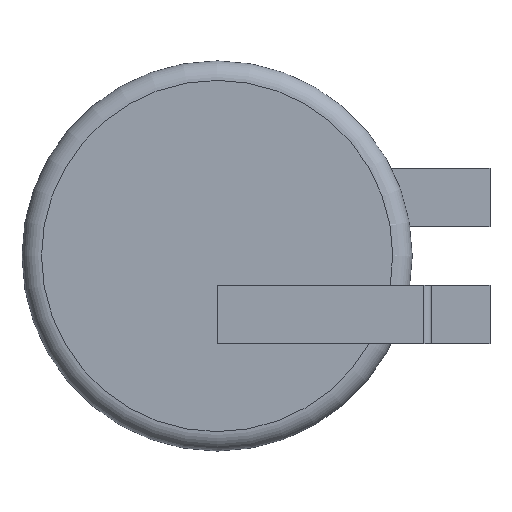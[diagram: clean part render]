
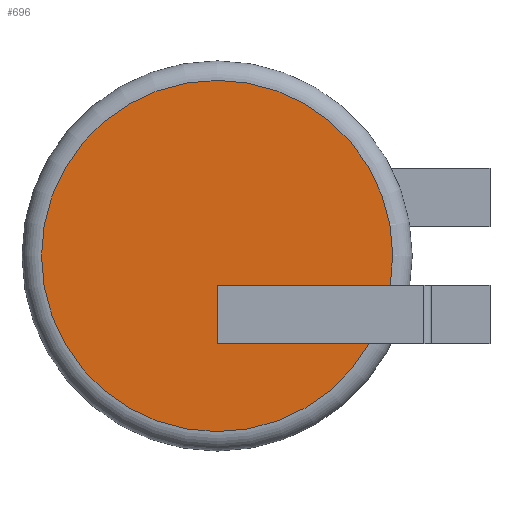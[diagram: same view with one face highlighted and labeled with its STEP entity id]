
A CAD part, front view. The second image highlights one B-rep face of the part: STEP entity #696.
In plain terms, the highlighted planar face has unit normal (0, -1, 0).
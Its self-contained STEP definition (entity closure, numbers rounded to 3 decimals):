
#41=CIRCLE('',#757,9.01);
#45=CIRCLE('',#761,9.01);
#87=FACE_OUTER_BOUND('',#123,.T.);
#123=EDGE_LOOP('',(#603,#604,#605,#606,#607));
#181=LINE('',#1077,#260);
#187=LINE('',#1089,#266);
#189=LINE('',#1092,#268);
#260=VECTOR('',#875,10.);
#266=VECTOR('',#885,10.);
#268=VECTOR('',#889,10.);
#325=VERTEX_POINT('',#1074);
#326=VERTEX_POINT('',#1076);
#329=VERTEX_POINT('',#1086);
#330=VERTEX_POINT('',#1088);
#341=VERTEX_POINT('',#1129);
#405=EDGE_CURVE('',#326,#325,#181,.T.);
#411=EDGE_CURVE('',#330,#329,#187,.T.);
#413=EDGE_CURVE('',#329,#326,#189,.T.);
#431=EDGE_CURVE('',#330,#341,#41,.T.);
#435=EDGE_CURVE('',#341,#325,#45,.T.);
#603=ORIENTED_EDGE('',*,*,#405,.T.);
#604=ORIENTED_EDGE('',*,*,#435,.F.);
#605=ORIENTED_EDGE('',*,*,#431,.F.);
#606=ORIENTED_EDGE('',*,*,#411,.T.);
#607=ORIENTED_EDGE('',*,*,#413,.T.);
#661=PLANE('',#765);
#696=ADVANCED_FACE('',(#87),#661,.F.);
#757=AXIS2_PLACEMENT_3D('',#1130,#927,#928);
#761=AXIS2_PLACEMENT_3D('',#1136,#935,#936);
#765=AXIS2_PLACEMENT_3D('',#1143,#944,#945);
#875=DIRECTION('',(1.,0.,0.));
#885=DIRECTION('',(-1.,0.,0.));
#889=DIRECTION('',(0.,0.,1.));
#927=DIRECTION('center_axis',(0.,1.,0.));
#928=DIRECTION('ref_axis',(1.,0.,0.));
#935=DIRECTION('center_axis',(0.,1.,0.));
#936=DIRECTION('ref_axis',(1.,0.,0.));
#944=DIRECTION('center_axis',(0.,1.,0.));
#945=DIRECTION('ref_axis',(0.,0.,1.));
#1074=CARTESIAN_POINT('',(8.884,0.,-1.5));
#1076=CARTESIAN_POINT('',(0.,0.,-1.5));
#1077=CARTESIAN_POINT('',(5.5,0.,-1.5));
#1086=CARTESIAN_POINT('',(0.,0.,-4.5));
#1088=CARTESIAN_POINT('',(7.806,0.,-4.5));
#1089=CARTESIAN_POINT('',(0.,0.,-4.5));
#1092=CARTESIAN_POINT('',(0.,0.,-0.75));
#1129=CARTESIAN_POINT('',(0.,0.,9.01));
#1130=CARTESIAN_POINT('Origin',(0.,0.,0.));
#1136=CARTESIAN_POINT('Origin',(0.,0.,0.));
#1143=CARTESIAN_POINT('Origin',(0.,0.,0.));
